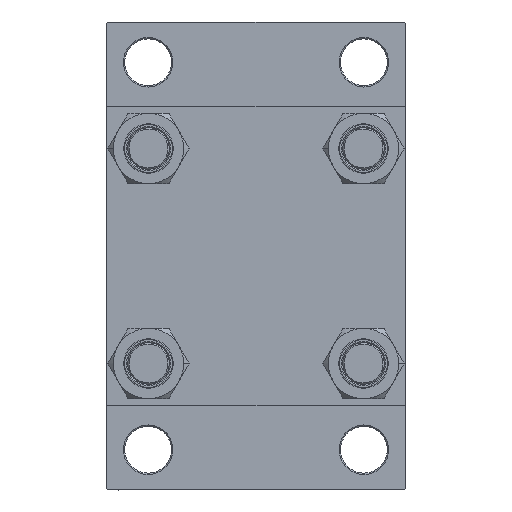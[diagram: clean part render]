
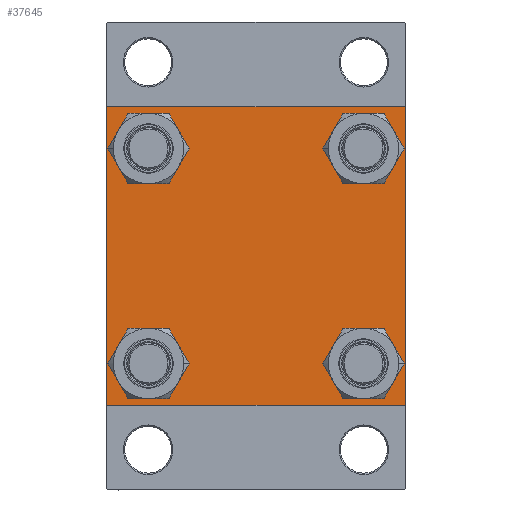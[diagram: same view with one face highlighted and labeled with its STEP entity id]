
A CAD part, left-side view. The second image highlights one B-rep face of the part: STEP entity #37645.
In plain terms, the highlighted planar face has unit normal (-1, 0, 0).
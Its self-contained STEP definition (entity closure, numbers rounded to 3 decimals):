
#4 = ORIENTED_EDGE ( 'NONE', *, *, #18833, .T. ) ;
#207 = CARTESIAN_POINT ( 'NONE',  ( 0., 57.5, -57. ) ) ;
#327 = CARTESIAN_POINT ( 'NONE',  ( 0., -41.35, 49.85 ) ) ;
#700 = ORIENTED_EDGE ( 'NONE', *, *, #42969, .T. ) ;
#948 = VERTEX_POINT ( 'NONE', #36144 ) ;
#1425 = DIRECTION ( 'NONE',  ( 0., 0., 1. ) ) ;
#1987 = CARTESIAN_POINT ( 'NONE',  ( 0., 0., 0. ) ) ;
#2126 = ORIENTED_EDGE ( 'NONE', *, *, #27371, .T. ) ;
#2128 = AXIS2_PLACEMENT_3D ( 'NONE', #21569, #36472, #40374 ) ;
#2188 = CARTESIAN_POINT ( 'NONE',  ( 0., 41.35, -32.85 ) ) ;
#2581 = VERTEX_POINT ( 'NONE', #30312 ) ;
#3520 = VERTEX_POINT ( 'NONE', #2188 ) ;
#3626 = DIRECTION ( 'NONE',  ( 1., 0., 0. ) ) ;
#3865 = CARTESIAN_POINT ( 'NONE',  ( 0., 41.35, -41.35 ) ) ;
#4657 = CARTESIAN_POINT ( 'NONE',  ( 0., 41.35, 49.85 ) ) ;
#4854 = DIRECTION ( 'NONE',  ( 1., 0., 0. ) ) ;
#5001 = EDGE_CURVE ( 'NONE', #17830, #5731, #15203, .T. ) ;
#5265 = VERTEX_POINT ( 'NONE', #207 ) ;
#5660 = FACE_OUTER_BOUND ( 'NONE', #7208, .T. ) ;
#5731 = VERTEX_POINT ( 'NONE', #39898 ) ;
#5846 = DIRECTION ( 'NONE',  ( 1., 0., 0. ) ) ;
#5896 = DIRECTION ( 'NONE',  ( -1., 0., 0. ) ) ;
#6290 = VECTOR ( 'NONE', #25763, 1000. ) ;
#6841 = ORIENTED_EDGE ( 'NONE', *, *, #29735, .T. ) ;
#7208 = EDGE_LOOP ( 'NONE', ( #24415, #43474, #26125, #4, #47878, #700, #7884, #41181 ) ) ;
#7344 = VERTEX_POINT ( 'NONE', #34806 ) ;
#7482 = EDGE_CURVE ( 'NONE', #7344, #29111, #33930, .T. ) ;
#7884 = ORIENTED_EDGE ( 'NONE', *, *, #5001, .F. ) ;
#7915 = CARTESIAN_POINT ( 'NONE',  ( 0., -41.35, -49.85 ) ) ;
#8025 = CARTESIAN_POINT ( 'NONE',  ( 0., -41.35, 41.35 ) ) ;
#8848 = VERTEX_POINT ( 'NONE', #45819 ) ;
#9540 = EDGE_CURVE ( 'NONE', #29111, #7344, #11401, .T. ) ;
#10647 = EDGE_LOOP ( 'NONE', ( #43390, #23196 ) ) ;
#10863 = CARTESIAN_POINT ( 'NONE',  ( 0., -57.5, 57.5 ) ) ;
#11026 = CARTESIAN_POINT ( 'NONE',  ( 0., 57.5, -57.5 ) ) ;
#11033 = VERTEX_POINT ( 'NONE', #27256 ) ;
#11072 = CARTESIAN_POINT ( 'NONE',  ( 0., -57., -57.5 ) ) ;
#11401 = CIRCLE ( 'NONE', #38723, 8.5 ) ;
#11485 = VERTEX_POINT ( 'NONE', #12161 ) ;
#11493 = EDGE_CURVE ( 'NONE', #5265, #8848, #31714, .T. ) ;
#11679 = VECTOR ( 'NONE', #38697, 1000. ) ;
#12034 = AXIS2_PLACEMENT_3D ( 'NONE', #39316, #5846, #42979 ) ;
#12161 = CARTESIAN_POINT ( 'NONE',  ( 0., 41.35, 32.85 ) ) ;
#13133 = DIRECTION ( 'NONE',  ( 0., -0.707, -0.707 ) ) ;
#13443 = CARTESIAN_POINT ( 'NONE',  ( 0., 41.35, -41.35 ) ) ;
#13545 = AXIS2_PLACEMENT_3D ( 'NONE', #8025, #35986, #17886 ) ;
#13707 = DIRECTION ( 'NONE',  ( 0., 0., 1. ) ) ;
#13930 = VERTEX_POINT ( 'NONE', #11072 ) ;
#14716 = EDGE_CURVE ( 'NONE', #8848, #13930, #29600, .T. ) ;
#15203 = LINE ( 'NONE', #38174, #47268 ) ;
#15843 = CARTESIAN_POINT ( 'NONE',  ( 0., -41.35, 41.35 ) ) ;
#16435 = EDGE_CURVE ( 'NONE', #17830, #948, #35363, .T. ) ;
#17132 = VECTOR ( 'NONE', #32127, 1000. ) ;
#17343 = DIRECTION ( 'NONE',  ( 0., 0., 1. ) ) ;
#17830 = VERTEX_POINT ( 'NONE', #37942 ) ;
#17886 = DIRECTION ( 'NONE',  ( 0., 0., 1. ) ) ;
#18480 = VECTOR ( 'NONE', #13133, 1000. ) ;
#18497 = EDGE_LOOP ( 'NONE', ( #22888, #2126 ) ) ;
#18833 = EDGE_CURVE ( 'NONE', #13930, #42431, #32111, .T. ) ;
#19020 = LINE ( 'NONE', #44448, #26430 ) ;
#19658 = LINE ( 'NONE', #28220, #17132 ) ;
#20056 = CIRCLE ( 'NONE', #2128, 8.5 ) ;
#20313 = FACE_BOUND ( 'NONE', #22653, .T. ) ;
#20930 = DIRECTION ( 'NONE',  ( 0., 0.707, -0.707 ) ) ;
#21569 = CARTESIAN_POINT ( 'NONE',  ( 0., 41.35, 41.35 ) ) ;
#22537 = DIRECTION ( 'NONE',  ( 0., -1., 0. ) ) ;
#22653 = EDGE_LOOP ( 'NONE', ( #30763, #42560 ) ) ;
#22888 = ORIENTED_EDGE ( 'NONE', *, *, #26510, .T. ) ;
#23196 = ORIENTED_EDGE ( 'NONE', *, *, #28242, .T. ) ;
#23221 = DIRECTION ( 'NONE',  ( 0., 0., 1. ) ) ;
#23698 = AXIS2_PLACEMENT_3D ( 'NONE', #15843, #4854, #1425 ) ;
#24415 = ORIENTED_EDGE ( 'NONE', *, *, #45225, .T. ) ;
#25299 = CIRCLE ( 'NONE', #12034, 8.5 ) ;
#25604 = VERTEX_POINT ( 'NONE', #40310 ) ;
#25763 = DIRECTION ( 'NONE',  ( 0., 0., -1. ) ) ;
#26016 = CIRCLE ( 'NONE', #13545, 8.5 ) ;
#26118 = DIRECTION ( 'NONE',  ( 0., 0.707, 0.707 ) ) ;
#26125 = ORIENTED_EDGE ( 'NONE', *, *, #14716, .T. ) ;
#26430 = VECTOR ( 'NONE', #26118, 1000. ) ;
#26510 = EDGE_CURVE ( 'NONE', #3520, #11033, #46171, .T. ) ;
#27256 = CARTESIAN_POINT ( 'NONE',  ( 0., 41.35, -49.85 ) ) ;
#27371 = EDGE_CURVE ( 'NONE', #11033, #3520, #30884, .T. ) ;
#27926 = AXIS2_PLACEMENT_3D ( 'NONE', #1987, #5896, #13707 ) ;
#28220 = CARTESIAN_POINT ( 'NONE',  ( 0., 57.5, 57.5 ) ) ;
#28242 = EDGE_CURVE ( 'NONE', #25604, #36072, #26016, .T. ) ;
#28348 = EDGE_CURVE ( 'NONE', #36072, #25604, #44732, .T. ) ;
#28351 = DIRECTION ( 'NONE',  ( 1., 0., 0. ) ) ;
#29111 = VERTEX_POINT ( 'NONE', #7915 ) ;
#29600 = LINE ( 'NONE', #11026, #31874 ) ;
#29735 = EDGE_CURVE ( 'NONE', #11485, #33886, #25299, .T. ) ;
#30312 = CARTESIAN_POINT ( 'NONE',  ( 0., -57.5, 57. ) ) ;
#30763 = ORIENTED_EDGE ( 'NONE', *, *, #7482, .T. ) ;
#30884 = CIRCLE ( 'NONE', #48011, 8.5 ) ;
#31714 = LINE ( 'NONE', #35605, #18480 ) ;
#31874 = VECTOR ( 'NONE', #37391, 1000. ) ;
#32111 = LINE ( 'NONE', #39185, #11679 ) ;
#32127 = DIRECTION ( 'NONE',  ( 0., 0., -1. ) ) ;
#32430 = CARTESIAN_POINT ( 'NONE',  ( 0., 57.25, 57.25 ) ) ;
#32727 = DIRECTION ( 'NONE',  ( 0., 0., 1. ) ) ;
#33886 = VERTEX_POINT ( 'NONE', #4657 ) ;
#33930 = CIRCLE ( 'NONE', #45646, 8.5 ) ;
#34806 = CARTESIAN_POINT ( 'NONE',  ( 0., -41.35, -32.85 ) ) ;
#34884 = ORIENTED_EDGE ( 'NONE', *, *, #36562, .T. ) ;
#35217 = CARTESIAN_POINT ( 'NONE',  ( 0., -41.35, -41.35 ) ) ;
#35363 = LINE ( 'NONE', #32430, #45926 ) ;
#35463 = PLANE ( 'NONE',  #27926 ) ;
#35605 = CARTESIAN_POINT ( 'NONE',  ( 0., 57.25, -57.25 ) ) ;
#35690 = DIRECTION ( 'NONE',  ( 1., 0., 0. ) ) ;
#35883 = EDGE_LOOP ( 'NONE', ( #34884, #6841 ) ) ;
#35986 = DIRECTION ( 'NONE',  ( 1., 0., 0. ) ) ;
#36072 = VERTEX_POINT ( 'NONE', #327 ) ;
#36144 = CARTESIAN_POINT ( 'NONE',  ( 0., 57.5, 57. ) ) ;
#36472 = DIRECTION ( 'NONE',  ( 1., 0., 0. ) ) ;
#36519 = LINE ( 'NONE', #10863, #6290 ) ;
#36562 = EDGE_CURVE ( 'NONE', #33886, #11485, #20056, .T. ) ;
#36937 = CARTESIAN_POINT ( 'NONE',  ( 0., -57.5, -57. ) ) ;
#37391 = DIRECTION ( 'NONE',  ( 0., -1., 0. ) ) ;
#37645 = ADVANCED_FACE ( 'NONE', ( #43027, #20313, #39365, #39130, #5660 ), #35463, .T. ) ;
#37942 = CARTESIAN_POINT ( 'NONE',  ( 0., 57., 57.5 ) ) ;
#38174 = CARTESIAN_POINT ( 'NONE',  ( 0., 57.5, 57.5 ) ) ;
#38697 = DIRECTION ( 'NONE',  ( 0., -0.707, 0.707 ) ) ;
#38723 = AXIS2_PLACEMENT_3D ( 'NONE', #35217, #35690, #43012 ) ;
#39130 = FACE_BOUND ( 'NONE', #35883, .T. ) ;
#39175 = AXIS2_PLACEMENT_3D ( 'NONE', #3865, #3626, #32727 ) ;
#39185 = CARTESIAN_POINT ( 'NONE',  ( 0., -57.25, -57.25 ) ) ;
#39316 = CARTESIAN_POINT ( 'NONE',  ( 0., 41.35, 41.35 ) ) ;
#39365 = FACE_BOUND ( 'NONE', #18497, .T. ) ;
#39898 = CARTESIAN_POINT ( 'NONE',  ( 0., -57., 57.5 ) ) ;
#40310 = CARTESIAN_POINT ( 'NONE',  ( 0., -41.35, 32.85 ) ) ;
#40374 = DIRECTION ( 'NONE',  ( 0., 0., 1. ) ) ;
#41181 = ORIENTED_EDGE ( 'NONE', *, *, #16435, .T. ) ;
#42431 = VERTEX_POINT ( 'NONE', #36937 ) ;
#42560 = ORIENTED_EDGE ( 'NONE', *, *, #9540, .T. ) ;
#42969 = EDGE_CURVE ( 'NONE', #2581, #5731, #19020, .T. ) ;
#42979 = DIRECTION ( 'NONE',  ( 0., 0., 1. ) ) ;
#43012 = DIRECTION ( 'NONE',  ( 0., 0., 1. ) ) ;
#43027 = FACE_BOUND ( 'NONE', #10647, .T. ) ;
#43390 = ORIENTED_EDGE ( 'NONE', *, *, #28348, .T. ) ;
#43474 = ORIENTED_EDGE ( 'NONE', *, *, #11493, .T. ) ;
#44448 = CARTESIAN_POINT ( 'NONE',  ( 0., -57.25, 57.25 ) ) ;
#44732 = CIRCLE ( 'NONE', #23698, 8.5 ) ;
#45197 = DIRECTION ( 'NONE',  ( 1., 0., 0. ) ) ;
#45225 = EDGE_CURVE ( 'NONE', #948, #5265, #19658, .T. ) ;
#45442 = CARTESIAN_POINT ( 'NONE',  ( 0., -41.35, -41.35 ) ) ;
#45646 = AXIS2_PLACEMENT_3D ( 'NONE', #45442, #45197, #23221 ) ;
#45819 = CARTESIAN_POINT ( 'NONE',  ( 0., 57., -57.5 ) ) ;
#45926 = VECTOR ( 'NONE', #20930, 1000. ) ;
#46171 = CIRCLE ( 'NONE', #39175, 8.5 ) ;
#47268 = VECTOR ( 'NONE', #22537, 1000. ) ;
#47867 = EDGE_CURVE ( 'NONE', #2581, #42431, #36519, .T. ) ;
#47878 = ORIENTED_EDGE ( 'NONE', *, *, #47867, .F. ) ;
#48011 = AXIS2_PLACEMENT_3D ( 'NONE', #13443, #28351, #17343 ) ;
